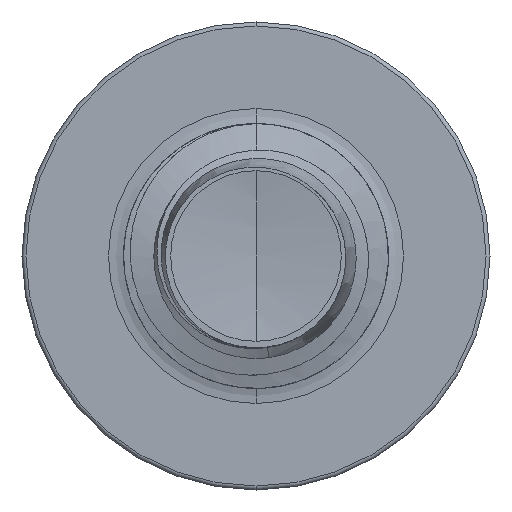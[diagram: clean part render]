
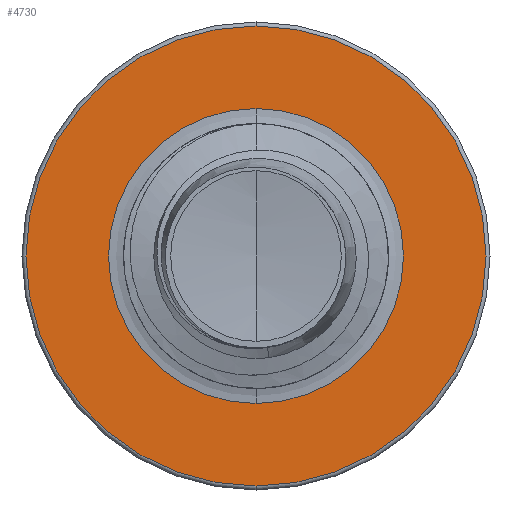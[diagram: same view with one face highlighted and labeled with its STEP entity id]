
A CAD part, front view. The second image highlights one B-rep face of the part: STEP entity #4730.
In plain terms, the highlighted planar face has unit normal (0, -1, 0).
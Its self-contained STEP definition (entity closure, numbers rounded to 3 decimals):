
#705 = CARTESIAN_POINT ( 'NONE',  ( 0., 7., 0. ) ) ;
#1023 = DIRECTION ( 'NONE',  ( 0., 0., 1. ) ) ;
#1049 = DIRECTION ( 'NONE',  ( 0., 1., 0. ) ) ;
#1069 = CARTESIAN_POINT ( 'NONE',  ( 0., 7., 0. ) ) ;
#1669 = CARTESIAN_POINT ( 'NONE',  ( 0., 7., 0. ) ) ;
#2410 = DIRECTION ( 'NONE',  ( 0., 0., 1. ) ) ;
#2636 = CARTESIAN_POINT ( 'NONE',  ( 0., 7., -1.67 ) ) ;
#3154 = ORIENTED_EDGE ( 'NONE', *, *, #19231, .T. ) ;
#3155 = VERTEX_POINT ( 'NONE', #19346 ) ;
#3329 = DIRECTION ( 'NONE',  ( 0., 0., 1. ) ) ;
#3790 = EDGE_LOOP ( 'NONE', ( #17380, #6544 ) ) ;
#3967 = AXIS2_PLACEMENT_3D ( 'NONE', #1669, #12730, #3329 ) ;
#3987 = FACE_OUTER_BOUND ( 'NONE', #3790, .T. ) ;
#4053 = AXIS2_PLACEMENT_3D ( 'NONE', #1069, #1049, #1023 ) ;
#4202 = CIRCLE ( 'NONE', #3967, 1.67 ) ;
#4464 = CIRCLE ( 'NONE', #17376, 2.605 ) ;
#4730 = ADVANCED_FACE ( 'NONE', ( #3987, #19846 ), #17940, .F. ) ;
#5626 = EDGE_CURVE ( 'NONE', #3155, #15095, #10343, .T. ) ;
#6544 = ORIENTED_EDGE ( 'NONE', *, *, #7315, .F. ) ;
#7237 = CARTESIAN_POINT ( 'NONE',  ( 0., 7., 2.605 ) ) ;
#7315 = EDGE_CURVE ( 'NONE', #7969, #17132, #18182, .T. ) ;
#7322 = CARTESIAN_POINT ( 'NONE',  ( 0., 7., -2.605 ) ) ;
#7969 = VERTEX_POINT ( 'NONE', #7322 ) ;
#8669 = AXIS2_PLACEMENT_3D ( 'NONE', #16027, #17934, #20026 ) ;
#9728 = AXIS2_PLACEMENT_3D ( 'NONE', #12749, #12742, #12729 ) ;
#10343 = CIRCLE ( 'NONE', #9728, 1.67 ) ;
#10663 = ORIENTED_EDGE ( 'NONE', *, *, #5626, .T. ) ;
#11118 = EDGE_LOOP ( 'NONE', ( #10663, #3154 ) ) ;
#11644 = EDGE_CURVE ( 'NONE', #17132, #7969, #4464, .T. ) ;
#11844 = DIRECTION ( 'NONE',  ( 0., 1., 0. ) ) ;
#12729 = DIRECTION ( 'NONE',  ( 0., 0., 1. ) ) ;
#12730 = DIRECTION ( 'NONE',  ( 0., 1., 0. ) ) ;
#12742 = DIRECTION ( 'NONE',  ( 0., 1., 0. ) ) ;
#12749 = CARTESIAN_POINT ( 'NONE',  ( 0., 7., 0. ) ) ;
#15095 = VERTEX_POINT ( 'NONE', #2636 ) ;
#16027 = CARTESIAN_POINT ( 'NONE',  ( 0., 7., -1.67 ) ) ;
#17132 = VERTEX_POINT ( 'NONE', #7237 ) ;
#17376 = AXIS2_PLACEMENT_3D ( 'NONE', #705, #11844, #2410 ) ;
#17380 = ORIENTED_EDGE ( 'NONE', *, *, #11644, .F. ) ;
#17934 = DIRECTION ( 'NONE',  ( 0., 1., 0. ) ) ;
#17940 = PLANE ( 'NONE',  #8669 ) ;
#18182 = CIRCLE ( 'NONE', #4053, 2.605 ) ;
#19231 = EDGE_CURVE ( 'NONE', #15095, #3155, #4202, .T. ) ;
#19346 = CARTESIAN_POINT ( 'NONE',  ( 0., 7., 1.67 ) ) ;
#19846 = FACE_BOUND ( 'NONE', #11118, .T. ) ;
#20026 = DIRECTION ( 'NONE',  ( 0., 0., 1. ) ) ;
